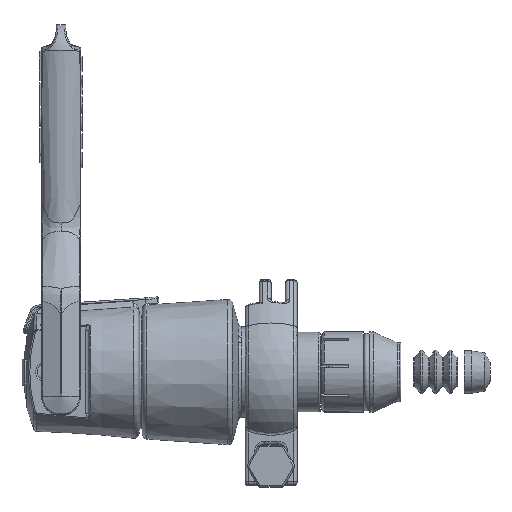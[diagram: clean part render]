
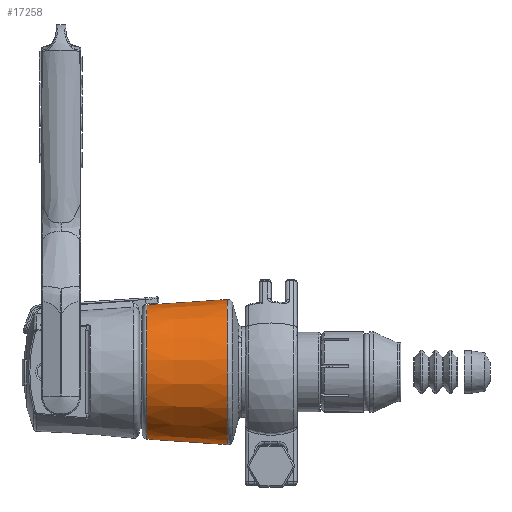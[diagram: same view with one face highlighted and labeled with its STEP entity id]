
A CAD part, top view. The second image highlights one B-rep face of the part: STEP entity #17258.
In plain terms, the highlighted conical face has half-angle 3.937 degrees and reference radius 21.486 mm.
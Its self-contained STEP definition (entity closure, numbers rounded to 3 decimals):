
#474=CONICAL_SURFACE('',#18686,21.486,0.069);
#1353=FACE_OUTER_BOUND('',#2378,.T.);
#2378=EDGE_LOOP('',(#12424,#12425,#12426,#12427,#12428));
#3409=CIRCLE('',#18687,22.335);
#3410=CIRCLE('',#18688,20.636);
#3411=CIRCLE('',#18689,20.636);
#4655=LINE('',#30707,#5703);
#5703=VECTOR('',#21500,21.486);
#7024=VERTEX_POINT('',#30704);
#7025=VERTEX_POINT('',#30706);
#7026=VERTEX_POINT('',#30708);
#8934=EDGE_CURVE('',#7024,#7024,#3409,.T.);
#8935=EDGE_CURVE('',#7024,#7025,#4655,.T.);
#8936=EDGE_CURVE('',#7025,#7026,#3410,.T.);
#8937=EDGE_CURVE('',#7026,#7025,#3411,.T.);
#12424=ORIENTED_EDGE('',*,*,#8934,.F.);
#12425=ORIENTED_EDGE('',*,*,#8935,.T.);
#12426=ORIENTED_EDGE('',*,*,#8936,.T.);
#12427=ORIENTED_EDGE('',*,*,#8937,.T.);
#12428=ORIENTED_EDGE('',*,*,#8935,.F.);
#17258=ADVANCED_FACE('',(#1353),#474,.T.);
#18686=AXIS2_PLACEMENT_3D('',#30703,#21496,#21497);
#18687=AXIS2_PLACEMENT_3D('',#30705,#21498,#21499);
#18688=AXIS2_PLACEMENT_3D('',#30709,#21501,#21502);
#18689=AXIS2_PLACEMENT_3D('',#30710,#21503,#21504);
#21496=DIRECTION('center_axis',(1.,0.,0.));
#21497=DIRECTION('ref_axis',(0.,-1.,0.));
#21498=DIRECTION('center_axis',(1.,0.,0.));
#21499=DIRECTION('ref_axis',(0.,0.,
-1.));
#21500=DIRECTION('',(-0.998,-0.069,0.));
#21501=DIRECTION('center_axis',(1.,0.,0.));
#21502=DIRECTION('ref_axis',(0.,0.,
-1.));
#21503=DIRECTION('center_axis',(1.,0.,0.));
#21504=DIRECTION('ref_axis',(0.,0.,
-1.));
#30703=CARTESIAN_POINT('Origin',(-6.758,4.213,2.237));
#30704=CARTESIAN_POINT('',(5.584,26.548,2.237));
#30705=CARTESIAN_POINT('Origin',(5.584,4.213,2.237));
#30706=CARTESIAN_POINT('',(-19.099,24.849,2.237));
#30707=CARTESIAN_POINT('',(-6.758,25.698,2.237));
#30708=CARTESIAN_POINT('',(-19.099,4.213,-18.399));
#30709=CARTESIAN_POINT('Origin',(-19.099,4.213,2.237));
#30710=CARTESIAN_POINT('Origin',(-19.099,4.213,2.237));
